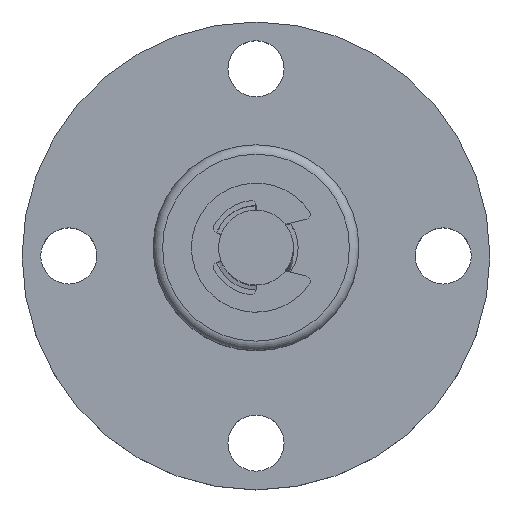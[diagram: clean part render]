
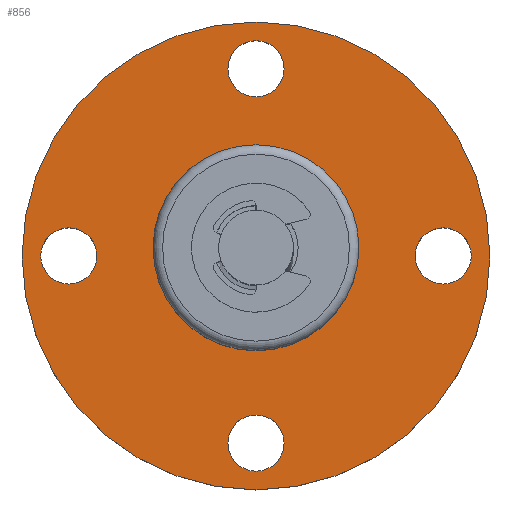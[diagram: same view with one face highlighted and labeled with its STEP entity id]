
A CAD part, top view. The second image highlights one B-rep face of the part: STEP entity #856.
In plain terms, the highlighted face is planar.
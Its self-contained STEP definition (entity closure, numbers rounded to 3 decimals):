
#356 = CYLINDRICAL_SURFACE('',#357,25.);
#357 = AXIS2_PLACEMENT_3D('',#358,#359,#360);
#358 = CARTESIAN_POINT('',(0.,0.,
    0.));
#359 = DIRECTION('',(-0.,-0.,-1.));
#360 = DIRECTION('',(1.,0.,0.));
#387 = CYLINDRICAL_SURFACE('',#388,3.);
#388 = AXIS2_PLACEMENT_3D('',#389,#390,#391);
#389 = CARTESIAN_POINT('',(-20.,0.,
    0.));
#390 = DIRECTION('',(-0.,-0.,-1.));
#391 = DIRECTION('',(1.,0.,0.));
#418 = CYLINDRICAL_SURFACE('',#419,3.);
#419 = AXIS2_PLACEMENT_3D('',#420,#421,#422);
#420 = CARTESIAN_POINT('',(0.,20.,
    0.));
#421 = DIRECTION('',(-0.,-0.,-1.));
#422 = DIRECTION('',(1.,0.,0.));
#449 = CYLINDRICAL_SURFACE('',#450,3.);
#450 = AXIS2_PLACEMENT_3D('',#451,#452,#453);
#451 = CARTESIAN_POINT('',(20.,0.,
    0.));
#452 = DIRECTION('',(-0.,-0.,-1.));
#453 = DIRECTION('',(1.,0.,0.));
#480 = CYLINDRICAL_SURFACE('',#481,3.);
#481 = AXIS2_PLACEMENT_3D('',#482,#483,#484);
#482 = CARTESIAN_POINT('',(0.,-20.,
    0.));
#483 = DIRECTION('',(-0.,-0.,-1.));
#484 = DIRECTION('',(1.,0.,0.));
#552 = VERTEX_POINT('',#553);
#553 = CARTESIAN_POINT('',(25.,0.,
    6.));
#574 = EDGE_CURVE('',#552,#552,#575,.T.);
#575 = SURFACE_CURVE('',#576,(#581,#588),.PCURVE_S1.);
#576 = CIRCLE('',#577,25.);
#577 = AXIS2_PLACEMENT_3D('',#578,#579,#580);
#578 = CARTESIAN_POINT('',(0.,0.,
    6.));
#579 = DIRECTION('',(0.,0.,1.));
#580 = DIRECTION('',(1.,0.,0.));
#581 = PCURVE('',#356,#582);
#582 = DEFINITIONAL_REPRESENTATION('',(#583),#587);
#583 = LINE('',#584,#585);
#584 = CARTESIAN_POINT('',(6.283,-6.));
#585 = VECTOR('',#586,1.);
#586 = DIRECTION('',(-1.,0.));
#587 = ( GEOMETRIC_REPRESENTATION_CONTEXT(2) 
PARAMETRIC_REPRESENTATION_CONTEXT() REPRESENTATION_CONTEXT('2D SPACE',''
  ) );
#588 = PCURVE('',#589,#594);
#589 = PLANE('',#590);
#590 = AXIS2_PLACEMENT_3D('',#591,#592,#593);
#591 = CARTESIAN_POINT('',(0.,0.,
    6.));
#592 = DIRECTION('',(0.,0.,1.));
#593 = DIRECTION('',(1.,0.,0.));
#594 = DEFINITIONAL_REPRESENTATION('',(#595),#599);
#595 = CIRCLE('',#596,25.);
#596 = AXIS2_PLACEMENT_2D('',#597,#598);
#597 = CARTESIAN_POINT('',(0.,0.));
#598 = DIRECTION('',(1.,0.));
#599 = ( GEOMETRIC_REPRESENTATION_CONTEXT(2) 
PARAMETRIC_REPRESENTATION_CONTEXT() REPRESENTATION_CONTEXT('2D SPACE',''
  ) );
#607 = VERTEX_POINT('',#608);
#608 = CARTESIAN_POINT('',(-17.,0.,
    6.));
#629 = EDGE_CURVE('',#607,#607,#630,.T.);
#630 = SURFACE_CURVE('',#631,(#636,#643),.PCURVE_S1.);
#631 = CIRCLE('',#632,3.);
#632 = AXIS2_PLACEMENT_3D('',#633,#634,#635);
#633 = CARTESIAN_POINT('',(-20.,0.,
    6.));
#634 = DIRECTION('',(0.,0.,1.));
#635 = DIRECTION('',(1.,0.,0.));
#636 = PCURVE('',#387,#637);
#637 = DEFINITIONAL_REPRESENTATION('',(#638),#642);
#638 = LINE('',#639,#640);
#639 = CARTESIAN_POINT('',(6.283,-6.));
#640 = VECTOR('',#641,1.);
#641 = DIRECTION('',(-1.,0.));
#642 = ( GEOMETRIC_REPRESENTATION_CONTEXT(2) 
PARAMETRIC_REPRESENTATION_CONTEXT() REPRESENTATION_CONTEXT('2D SPACE',''
  ) );
#643 = PCURVE('',#589,#644);
#644 = DEFINITIONAL_REPRESENTATION('',(#645),#649);
#645 = CIRCLE('',#646,3.);
#646 = AXIS2_PLACEMENT_2D('',#647,#648);
#647 = CARTESIAN_POINT('',(-20.,0.));
#648 = DIRECTION('',(1.,0.));
#649 = ( GEOMETRIC_REPRESENTATION_CONTEXT(2) 
PARAMETRIC_REPRESENTATION_CONTEXT() REPRESENTATION_CONTEXT('2D SPACE',''
  ) );
#657 = VERTEX_POINT('',#658);
#658 = CARTESIAN_POINT('',(3.,20.,6.
    ));
#679 = EDGE_CURVE('',#657,#657,#680,.T.);
#680 = SURFACE_CURVE('',#681,(#686,#693),.PCURVE_S1.);
#681 = CIRCLE('',#682,3.);
#682 = AXIS2_PLACEMENT_3D('',#683,#684,#685);
#683 = CARTESIAN_POINT('',(0.,20.,
    6.));
#684 = DIRECTION('',(0.,0.,1.));
#685 = DIRECTION('',(1.,0.,0.));
#686 = PCURVE('',#418,#687);
#687 = DEFINITIONAL_REPRESENTATION('',(#688),#692);
#688 = LINE('',#689,#690);
#689 = CARTESIAN_POINT('',(6.283,-6.));
#690 = VECTOR('',#691,1.);
#691 = DIRECTION('',(-1.,0.));
#692 = ( GEOMETRIC_REPRESENTATION_CONTEXT(2) 
PARAMETRIC_REPRESENTATION_CONTEXT() REPRESENTATION_CONTEXT('2D SPACE',''
  ) );
#693 = PCURVE('',#589,#694);
#694 = DEFINITIONAL_REPRESENTATION('',(#695),#699);
#695 = CIRCLE('',#696,3.);
#696 = AXIS2_PLACEMENT_2D('',#697,#698);
#697 = CARTESIAN_POINT('',(0.,20.));
#698 = DIRECTION('',(1.,0.));
#699 = ( GEOMETRIC_REPRESENTATION_CONTEXT(2) 
PARAMETRIC_REPRESENTATION_CONTEXT() REPRESENTATION_CONTEXT('2D SPACE',''
  ) );
#707 = VERTEX_POINT('',#708);
#708 = CARTESIAN_POINT('',(23.,0.,
    6.));
#729 = EDGE_CURVE('',#707,#707,#730,.T.);
#730 = SURFACE_CURVE('',#731,(#736,#743),.PCURVE_S1.);
#731 = CIRCLE('',#732,3.);
#732 = AXIS2_PLACEMENT_3D('',#733,#734,#735);
#733 = CARTESIAN_POINT('',(20.,0.,
    6.));
#734 = DIRECTION('',(0.,0.,1.));
#735 = DIRECTION('',(1.,0.,0.));
#736 = PCURVE('',#449,#737);
#737 = DEFINITIONAL_REPRESENTATION('',(#738),#742);
#738 = LINE('',#739,#740);
#739 = CARTESIAN_POINT('',(6.283,-6.));
#740 = VECTOR('',#741,1.);
#741 = DIRECTION('',(-1.,0.));
#742 = ( GEOMETRIC_REPRESENTATION_CONTEXT(2) 
PARAMETRIC_REPRESENTATION_CONTEXT() REPRESENTATION_CONTEXT('2D SPACE',''
  ) );
#743 = PCURVE('',#589,#744);
#744 = DEFINITIONAL_REPRESENTATION('',(#745),#749);
#745 = CIRCLE('',#746,3.);
#746 = AXIS2_PLACEMENT_2D('',#747,#748);
#747 = CARTESIAN_POINT('',(20.,0.));
#748 = DIRECTION('',(1.,0.));
#749 = ( GEOMETRIC_REPRESENTATION_CONTEXT(2) 
PARAMETRIC_REPRESENTATION_CONTEXT() REPRESENTATION_CONTEXT('2D SPACE',''
  ) );
#757 = VERTEX_POINT('',#758);
#758 = CARTESIAN_POINT('',(3.,-20.,6.
    ));
#779 = EDGE_CURVE('',#757,#757,#780,.T.);
#780 = SURFACE_CURVE('',#781,(#786,#793),.PCURVE_S1.);
#781 = CIRCLE('',#782,3.);
#782 = AXIS2_PLACEMENT_3D('',#783,#784,#785);
#783 = CARTESIAN_POINT('',(0.,-20.,
    6.));
#784 = DIRECTION('',(0.,0.,1.));
#785 = DIRECTION('',(1.,0.,0.));
#786 = PCURVE('',#480,#787);
#787 = DEFINITIONAL_REPRESENTATION('',(#788),#792);
#788 = LINE('',#789,#790);
#789 = CARTESIAN_POINT('',(6.283,-6.));
#790 = VECTOR('',#791,1.);
#791 = DIRECTION('',(-1.,0.));
#792 = ( GEOMETRIC_REPRESENTATION_CONTEXT(2) 
PARAMETRIC_REPRESENTATION_CONTEXT() REPRESENTATION_CONTEXT('2D SPACE',''
  ) );
#793 = PCURVE('',#589,#794);
#794 = DEFINITIONAL_REPRESENTATION('',(#795),#799);
#795 = CIRCLE('',#796,3.);
#796 = AXIS2_PLACEMENT_2D('',#797,#798);
#797 = CARTESIAN_POINT('',(0.,-20.));
#798 = DIRECTION('',(1.,0.));
#799 = ( GEOMETRIC_REPRESENTATION_CONTEXT(2) 
PARAMETRIC_REPRESENTATION_CONTEXT() REPRESENTATION_CONTEXT('2D SPACE',''
  ) );
#856 = ADVANCED_FACE('',(#857,#860,#863,#894,#897,#900),#589,.F.);
#857 = FACE_BOUND('',#858,.F.);
#858 = EDGE_LOOP('',(#859));
#859 = ORIENTED_EDGE('',*,*,#574,.T.);
#860 = FACE_BOUND('',#861,.F.);
#861 = EDGE_LOOP('',(#862));
#862 = ORIENTED_EDGE('',*,*,#629,.F.);
#863 = FACE_BOUND('',#864,.F.);
#864 = EDGE_LOOP('',(#865));
#865 = ORIENTED_EDGE('',*,*,#866,.F.);
#866 = EDGE_CURVE('',#867,#867,#869,.T.);
#867 = VERTEX_POINT('',#868);
#868 = CARTESIAN_POINT('',(4.25,0.,
    6.));
#869 = SURFACE_CURVE('',#870,(#875,#882),.PCURVE_S1.);
#870 = CIRCLE('',#871,4.25);
#871 = AXIS2_PLACEMENT_3D('',#872,#873,#874);
#872 = CARTESIAN_POINT('',(0.,0.,
    6.));
#873 = DIRECTION('',(0.,0.,1.));
#874 = DIRECTION('',(1.,0.,0.));
#875 = PCURVE('',#589,#876);
#876 = DEFINITIONAL_REPRESENTATION('',(#877),#881);
#877 = CIRCLE('',#878,4.25);
#878 = AXIS2_PLACEMENT_2D('',#879,#880);
#879 = CARTESIAN_POINT('',(0.,0.));
#880 = DIRECTION('',(1.,0.));
#881 = ( GEOMETRIC_REPRESENTATION_CONTEXT(2) 
PARAMETRIC_REPRESENTATION_CONTEXT() REPRESENTATION_CONTEXT('2D SPACE',''
  ) );
#882 = PCURVE('',#883,#888);
#883 = CYLINDRICAL_SURFACE('',#884,4.25);
#884 = AXIS2_PLACEMENT_3D('',#885,#886,#887);
#885 = CARTESIAN_POINT('',(0.,0.,
    6.));
#886 = DIRECTION('',(0.,0.,1.));
#887 = DIRECTION('',(1.,0.,0.));
#888 = DEFINITIONAL_REPRESENTATION('',(#889),#893);
#889 = LINE('',#890,#891);
#890 = CARTESIAN_POINT('',(0.,0.));
#891 = VECTOR('',#892,1.);
#892 = DIRECTION('',(1.,0.));
#893 = ( GEOMETRIC_REPRESENTATION_CONTEXT(2) 
PARAMETRIC_REPRESENTATION_CONTEXT() REPRESENTATION_CONTEXT('2D SPACE',''
  ) );
#894 = FACE_BOUND('',#895,.F.);
#895 = EDGE_LOOP('',(#896));
#896 = ORIENTED_EDGE('',*,*,#679,.F.);
#897 = FACE_BOUND('',#898,.F.);
#898 = EDGE_LOOP('',(#899));
#899 = ORIENTED_EDGE('',*,*,#729,.F.);
#900 = FACE_BOUND('',#901,.F.);
#901 = EDGE_LOOP('',(#902));
#902 = ORIENTED_EDGE('',*,*,#779,.F.);
